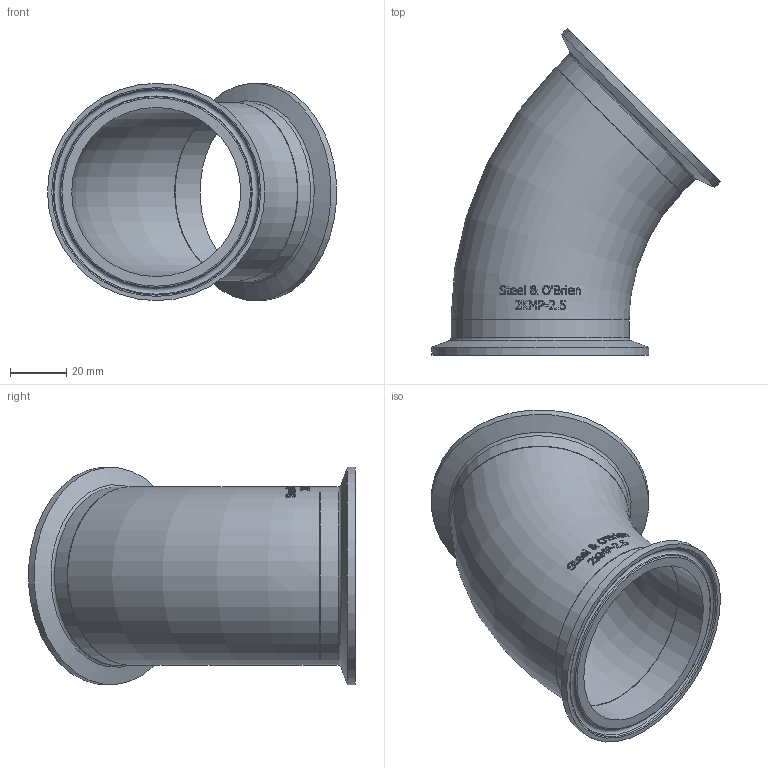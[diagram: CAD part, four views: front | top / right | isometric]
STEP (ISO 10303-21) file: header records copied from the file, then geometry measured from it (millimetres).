
FILE_DESCRIPTION(/* description */ (''),/* implementation_level */ '2;1');
FILE_NAME(/* name */ '2KMP-2.5.stp',/* time_stamp */ '2019-01-23T09:41:46-05:00',/* author */ ('rick'),/* organization */ (''),/* preprocessor_version */ 'ST-DEVELOPER v15.2',/* originating_system */ 'Autodesk Inventor 2014',/* authorisation */ '');
FILE_SCHEMA (('AUTOMOTIVE_DESIGN { 1 0 10303 214 3 1 1 }'));
Length unit declared in the file: inch
Products named in the file (1): 2KMP-2.5
Bounding box: 102.86 x 116.32 x 77.39 mm (x, y, z)
Volume: 43164.3 mm3; surface area: 45984.7 mm2
Topology: 1 solids, 1 shells, 367 faces, 966 edges, 638 vertices
Faces by surface type: bspline 162, plane 148, torus 45, cylinder 6, cone 6
Full cylindrical faces by diameter (mm): 60.198 x2, 63.5 x2, 77.394 x2
Entity records: 14334 total; most frequent: CARTESIAN_POINT 6912, ORIENTED_EDGE 1880, EDGE_CURVE 940, DIRECTION 782, VERTEX_POINT 638, B_SPLINE_CURVE_WITH_KNOTS 604, EDGE_LOOP 432, ADVANCED_FACE 367
